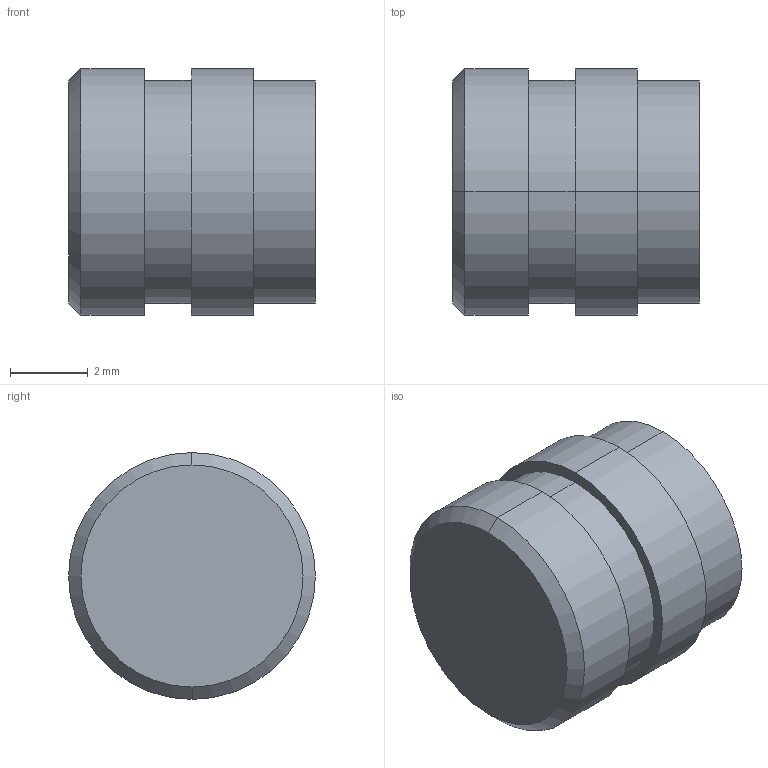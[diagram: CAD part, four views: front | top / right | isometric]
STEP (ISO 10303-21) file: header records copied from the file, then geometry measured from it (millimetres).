
FILE_DESCRIPTION(('starvars output'),'2;1');
FILE_NAME('cv20190722134506000028473.stp','13:45:06 2019/07/22',( 'Thomas Industrial Network Germany GmbH'),( 'Thomas Industrial Network Germany GmbH'),'unknown preprocess','ACIS' ,'unknown authorization');
FILE_SCHEMA(('AUTOMOTIVE_DESIGN_CC2 {UNKNOWN IMPLEMENTATION LEVEL}'));
Length unit declared in the file: millimetre
Products named in the file (1): PRODUCT_ID_1
Bounding box: 6.35 x 6.35 x 6.35 mm (x, y, z)
Volume: 140.4 mm3; surface area: 241.1 mm2
Topology: 1 solids, 1 shells, 24 faces, 48 edges, 29 vertices
Faces by surface type: cylinder 12, plane 6, cone 6
Entity records: 778 total; most frequent: ORIENTED_EDGE 92, CARTESIAN_POINT 76, DIRECTION 76, EDGE_CURVE 46, VERTEX_POINT 29, AXIS2_PLACEMENT_3D 29, EDGE_LOOP 29, FACE_BOUND 29
